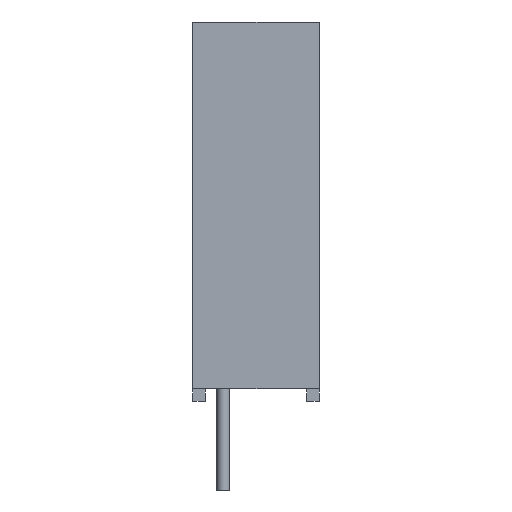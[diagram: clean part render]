
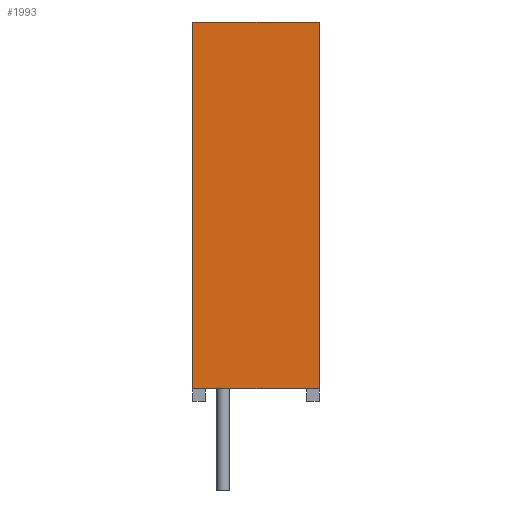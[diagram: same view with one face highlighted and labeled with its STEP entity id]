
A CAD part, left-side view. The second image highlights one B-rep face of the part: STEP entity #1993.
In plain terms, the highlighted planar face has unit normal (-1, 0, 0).
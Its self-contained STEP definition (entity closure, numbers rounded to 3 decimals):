
#119=FACE_OUTER_BOUND('',#234,.T.);
#234=EDGE_LOOP('',(#1616,#1617,#1618,#1619));
#448=LINE('',#3088,#711);
#455=LINE('',#3102,#718);
#456=LINE('',#3104,#719);
#457=LINE('',#3105,#720);
#711=VECTOR('',#2454,10.);
#718=VECTOR('',#2463,10.);
#719=VECTOR('',#2464,10.);
#720=VECTOR('',#2465,10.);
#927=VERTEX_POINT('',#3085);
#928=VERTEX_POINT('',#3087);
#934=VERTEX_POINT('',#3101);
#935=VERTEX_POINT('',#3103);
#1168=EDGE_CURVE('',#928,#927,#448,.T.);
#1175=EDGE_CURVE('',#928,#934,#455,.T.);
#1176=EDGE_CURVE('',#935,#927,#456,.T.);
#1177=EDGE_CURVE('',#934,#935,#457,.T.);
#1616=ORIENTED_EDGE('',*,*,#1175,.F.);
#1617=ORIENTED_EDGE('',*,*,#1168,.T.);
#1618=ORIENTED_EDGE('',*,*,#1176,.F.);
#1619=ORIENTED_EDGE('',*,*,#1177,.F.);
#1888=PLANE('',#2116);
#1993=ADVANCED_FACE('',(#119),#1888,.T.);
#2116=AXIS2_PLACEMENT_3D('',#3100,#2461,#2462);
#2454=DIRECTION('',(0.,0.,1.));
#2461=DIRECTION('center_axis',(-1.,0.,0.));
#2462=DIRECTION('ref_axis',(0.,-1.,0.));
#2463=DIRECTION('',(0.,1.,0.));
#2464=DIRECTION('',(0.,-1.,0.));
#2465=DIRECTION('',(0.,0.,1.));
#3085=CARTESIAN_POINT('',(-14.,-2.5,15.));
#3087=CARTESIAN_POINT('',(-14.,-2.5,0.5));
#3088=CARTESIAN_POINT('',(-14.,-2.5,0.5));
#3100=CARTESIAN_POINT('Origin',(-14.,2.5,0.5));
#3101=CARTESIAN_POINT('',(-14.,2.5,0.5));
#3102=CARTESIAN_POINT('',(-14.,1.25,0.5));
#3103=CARTESIAN_POINT('',(-14.,2.5,15.));
#3104=CARTESIAN_POINT('',(-14.,1.25,15.));
#3105=CARTESIAN_POINT('',(-14.,2.5,0.5));
